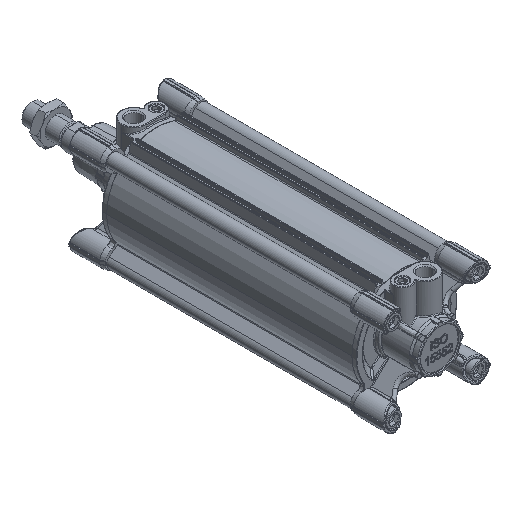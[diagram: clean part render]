
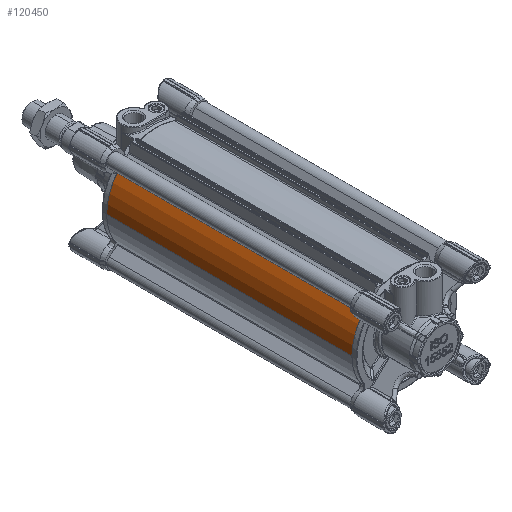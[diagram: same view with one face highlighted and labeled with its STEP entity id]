
A CAD part, isometric view. The second image highlights one B-rep face of the part: STEP entity #120450.
In plain terms, the highlighted cylindrical face has radius 65.5 mm (diameter 131 mm), a partial arc.
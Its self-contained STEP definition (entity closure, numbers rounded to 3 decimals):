
#397 = ORIENTED_EDGE ( 'NONE', *, *, #3963, .F. ) ;
#853 = CARTESIAN_POINT ( 'NONE',  ( -51.346, 295., 40.668 ) ) ;
#3963 = EDGE_CURVE ( 'NONE', #70292, #123384, #87083, .T. ) ;
#8469 = DIRECTION ( 'NONE',  ( 0., -1., 0. ) ) ;
#23656 = EDGE_CURVE ( 'NONE', #93754, #76788, #76408, .T. ) ;
#26141 = CARTESIAN_POINT ( 'NONE',  ( -65.5, 365., 0. ) ) ;
#30346 = ORIENTED_EDGE ( 'NONE', *, *, #116066, .F. ) ;
#44040 = CARTESIAN_POINT ( 'NONE',  ( -65.5, 45., 0. ) ) ;
#44809 = DIRECTION ( 'NONE',  ( 0., 1., 0. ) ) ;
#45345 = DIRECTION ( 'NONE',  ( 0., 1., 0. ) ) ;
#46604 = CARTESIAN_POINT ( 'NONE',  ( -51.346, 45., 40.668 ) ) ;
#50245 = ORIENTED_EDGE ( 'NONE', *, *, #23656, .T. ) ;
#57939 = ORIENTED_EDGE ( 'NONE', *, *, #90571, .T. ) ;
#61463 = DIRECTION ( 'NONE',  ( 1., 0., 0. ) ) ;
#62335 = CIRCLE ( 'NONE', #95972, 65.5 ) ;
#69965 = DIRECTION ( 'NONE',  ( 1., 0., 0. ) ) ;
#70292 = VERTEX_POINT ( 'NONE', #44040 ) ;
#71221 = DIRECTION ( 'NONE',  ( 0., 1., 0. ) ) ;
#73438 = CARTESIAN_POINT ( 'NONE',  ( 0., 45., 0. ) ) ;
#76408 = LINE ( 'NONE', #853, #118106 ) ;
#76788 = VERTEX_POINT ( 'NONE', #129511 ) ;
#79323 = EDGE_LOOP ( 'NONE', ( #397, #30346, #50245, #57939 ) ) ;
#87083 = LINE ( 'NONE', #139371, #106572 ) ;
#89680 = CARTESIAN_POINT ( 'NONE',  ( 0., 365., 0. ) ) ;
#90571 = EDGE_CURVE ( 'NONE', #76788, #123384, #113988, .T. ) ;
#90897 = CARTESIAN_POINT ( 'NONE',  ( 0., 295., 0. ) ) ;
#91589 = FACE_OUTER_BOUND ( 'NONE', #79323, .T. ) ;
#93754 = VERTEX_POINT ( 'NONE', #46604 ) ;
#95972 = AXIS2_PLACEMENT_3D ( 'NONE', #73438, #8469, #61463 ) ;
#106572 = VECTOR ( 'NONE', #44809, 1000. ) ;
#110849 = DIRECTION ( 'NONE',  ( 0., -1., 0. ) ) ;
#113988 = CIRCLE ( 'NONE', #118554, 65.5 ) ;
#116066 = EDGE_CURVE ( 'NONE', #93754, #70292, #62335, .T. ) ;
#118106 = VECTOR ( 'NONE', #45345, 1000. ) ;
#118554 = AXIS2_PLACEMENT_3D ( 'NONE', #89680, #110849, #69965 ) ;
#120450 = ADVANCED_FACE ( 'NONE', ( #91589 ), #136089, .T. ) ;
#123384 = VERTEX_POINT ( 'NONE', #26141 ) ;
#123386 = DIRECTION ( 'NONE',  ( -1., 0., 0. ) ) ;
#129511 = CARTESIAN_POINT ( 'NONE',  ( -51.346, 365., 40.668 ) ) ;
#134154 = AXIS2_PLACEMENT_3D ( 'NONE', #90897, #71221, #123386 ) ;
#136089 = CYLINDRICAL_SURFACE ( 'NONE', #134154, 65.5 ) ;
#139371 = CARTESIAN_POINT ( 'NONE',  ( -65.5, 295., 0. ) ) ;
